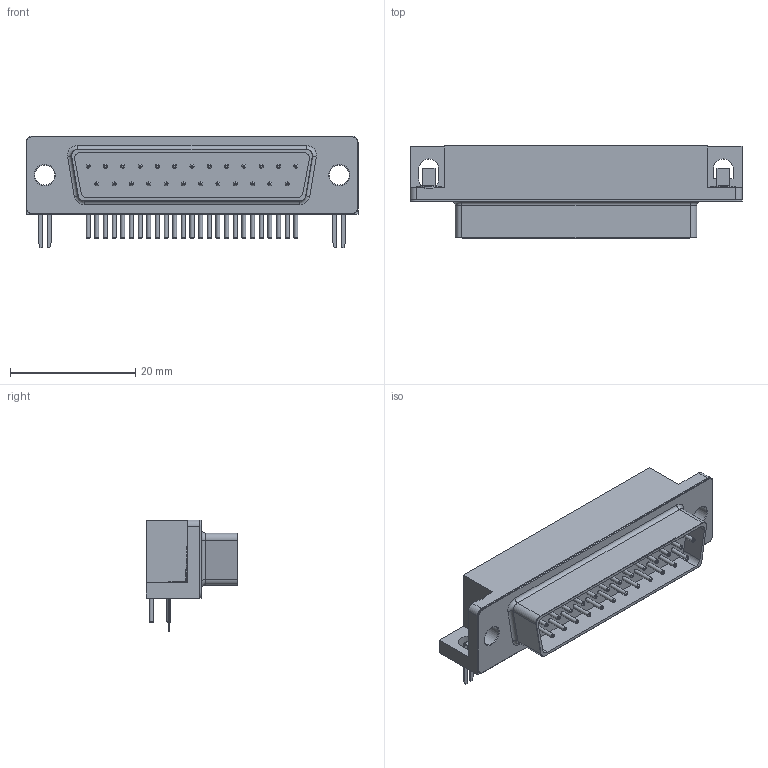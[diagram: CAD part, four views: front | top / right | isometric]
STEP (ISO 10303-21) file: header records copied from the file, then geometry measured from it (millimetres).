
FILE_DESCRIPTION(/* description */ ('model of DSUB-25_Male_Horizontal_P2.77x2.84mm_EdgePinOffset4.94mm_Housed_MountingHolesOffset4.94mm'),/* implementation_level */ '2;1');
FILE_NAME(/* name */ 'DSUB-25_Male_Horizontal_P2.77x2.84mm_EdgePinOffset4.94mm_Housed_MountingHolesOffset4.94mm.step',/* time_stamp */ '2024-11-10T12:15:14',/* author */ ('KiCAD','kicad'),/* organization */ ('OCCT'),/* preprocessor_version */ '',/* originating_system */ 'KiCAD',/* authorisation */ '');
FILE_SCHEMA(('AUTOMOTIVE_DESIGN { 1 0 10303 214 1 1 1 1 }'));
Length unit declared in the file: millimetre
Products named in the file (1): DSUB-25_Male_Horizontal_P2.77x2.84mm_EdgePinOffset4.94mm_Housed_
MountingHolesOffset4.94mm
Bounding box: 53.1 x 14.7 x 17.9 mm (x, y, z)
Volume: 5957.1 mm3; surface area: 4270.6 mm2
Topology: 1 solids, 2 shells, 303 faces, 661 edges, 412 vertices
Faces by surface type: plane 124, cylinder 111, torus 60, cone 4, revolution 4
Full cylindrical faces by diameter (mm): 0.64 x75, 3.2 x2, 4 x2
Entity records: 12889 total; most frequent: CARTESIAN_POINT 1880, DIRECTION 1605, ORIENTED_EDGE 1322, EDGE_CURVE 661, AXIS2_PLACEMENT_3D 646, PRESENTATION_STYLE_ASSIGNMENT 437, SURFACE_STYLE_USAGE 437, SURFACE_SIDE_STYLE 437
